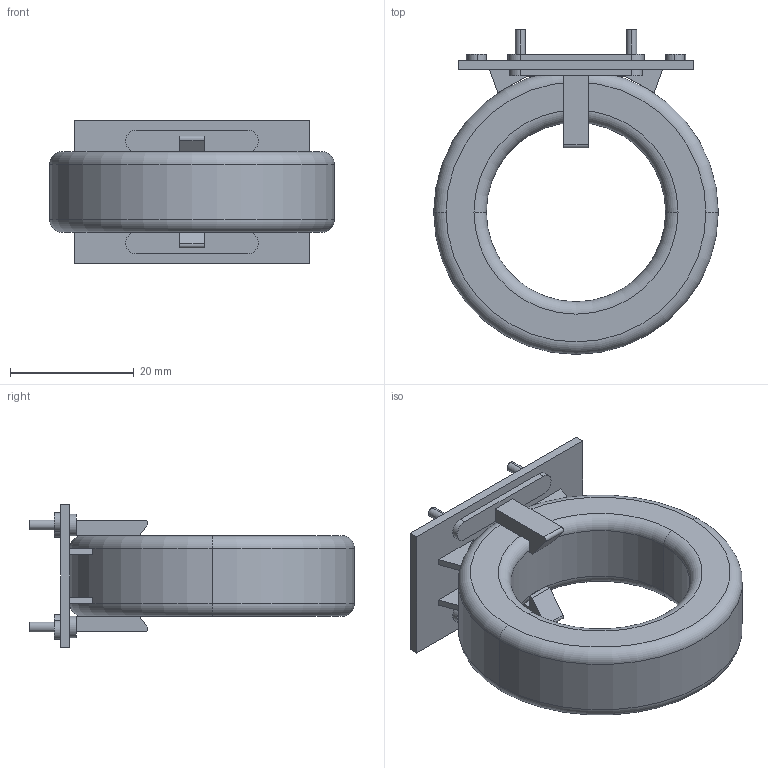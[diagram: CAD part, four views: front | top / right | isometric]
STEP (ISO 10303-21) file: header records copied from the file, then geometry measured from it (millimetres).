
FILE_DESCRIPTION (( 'STEP AP214' ), '1' );
FILE_NAME ('dros.STEP', '2020-10-09T06:34:43', ( 'pkot' ), ( '' ), 'SwSTEP 2.0', 'SolidWorks 2020', '' );
FILE_SCHEMA (( 'AUTOMOTIVE_DESIGN' ));
Length unit declared in the file: millimetre
Products named in the file (1): dros
Bounding box: 46 x 52.5 x 23 mm (x, y, z)
Volume: 14548.8 mm3; surface area: 7366.9 mm2
Topology: 2 solids, 2 shells, 98 faces, 220 edges, 144 vertices
Faces by surface type: plane 58, cylinder 32, torus 8
Entity records: 3865 total; most frequent: DIRECTION 498, CARTESIAN_POINT 463, ORIENTED_EDGE 440, EDGE_CURVE 220, AXIS2_PLACEMENT_3D 179, VERTEX_POINT 144, LINE 140, VECTOR 140
